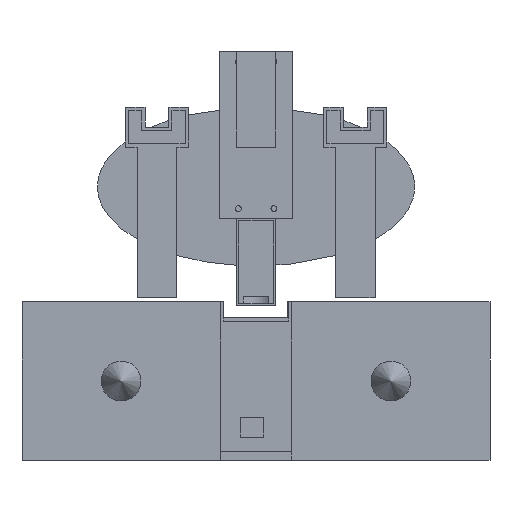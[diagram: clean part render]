
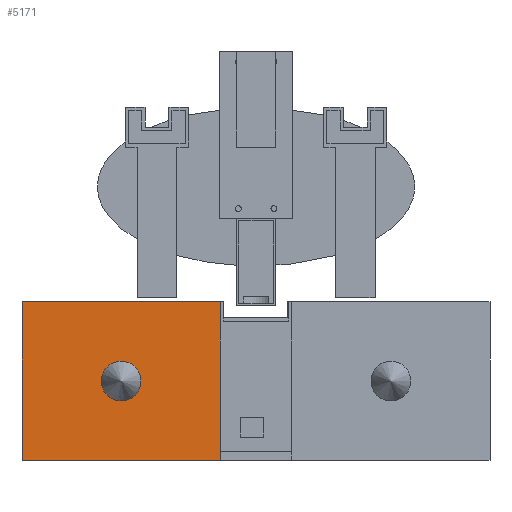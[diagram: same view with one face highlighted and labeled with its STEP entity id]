
A CAD part, front view. The second image highlights one B-rep face of the part: STEP entity #5171.
In plain terms, the highlighted planar face has unit normal (0, -1, 0).
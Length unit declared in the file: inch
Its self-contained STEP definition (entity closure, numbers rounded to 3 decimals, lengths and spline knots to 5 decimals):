
#228=FACE_BOUND('',#651,.T.);
#255=CIRCLE('',#5520,0.25);
#348=FACE_OUTER_BOUND('',#650,.T.);
#650=EDGE_LOOP('',(#3454,#3455,#3456,#3457,#3458));
#651=EDGE_LOOP('',(#3459));
#984=LINE('',#7243,#1578);
#990=LINE('',#7259,#1584);
#1003=LINE('',#7284,#1597);
#1004=LINE('',#7285,#1598);
#1005=LINE('',#7286,#1599);
#1578=VECTOR('',#5908,0.3937);
#1584=VECTOR('',#5920,0.3937);
#1597=VECTOR('',#5945,0.3937);
#1598=VECTOR('',#5946,0.3937);
#1599=VECTOR('',#5947,0.3937);
#2170=VERTEX_POINT('',#7240);
#2171=VERTEX_POINT('',#7242);
#2174=VERTEX_POINT('',#7249);
#2177=VERTEX_POINT('',#7256);
#2178=VERTEX_POINT('',#7258);
#2184=VERTEX_POINT('',#7283);
#2657=EDGE_CURVE('',#2170,#2171,#984,.T.);
#2661=EDGE_CURVE('',#2174,#2174,#255,.T.);
#2664=EDGE_CURVE('',#2177,#2178,#990,.T.);
#2677=EDGE_CURVE('',#2184,#2170,#1003,.T.);
#2678=EDGE_CURVE('',#2184,#2178,#1004,.T.);
#2679=EDGE_CURVE('',#2177,#2171,#1005,.T.);
#3454=ORIENTED_EDGE('',*,*,#2677,.F.);
#3455=ORIENTED_EDGE('',*,*,#2678,.T.);
#3456=ORIENTED_EDGE('',*,*,#2664,.F.);
#3457=ORIENTED_EDGE('',*,*,#2679,.T.);
#3458=ORIENTED_EDGE('',*,*,#2657,.F.);
#3459=ORIENTED_EDGE('',*,*,#2661,.T.);
#4943=PLANE('',#5527);
#5171=ADVANCED_FACE('',(#348,#228),#4943,.T.);
#5520=AXIS2_PLACEMENT_3D('',#7251,#5914,#5915);
#5527=AXIS2_PLACEMENT_3D('',#7282,#5943,#5944);
#5908=DIRECTION('',(0.,0.,-1.));
#5914=DIRECTION('center_axis',(0.,1.,0.));
#5915=DIRECTION('ref_axis',(1.,0.,0.));
#5920=DIRECTION('',(0.,0.,1.));
#5943=DIRECTION('center_axis',(0.,-1.,0.));
#5944=DIRECTION('ref_axis',(1.,0.,0.));
#5945=DIRECTION('',(0.,0.,-1.));
#5946=DIRECTION('',(-1.,0.,0.));
#5947=DIRECTION('',(1.,0.,0.));
#7240=CARTESIAN_POINT('',(2.49724,-1.,0.11024));
#7242=CARTESIAN_POINT('',(2.49724,-1.,0.));
#7243=CARTESIAN_POINT('',(2.49724,-1.,1.));
#7249=CARTESIAN_POINT('',(1.,-1.,1.));
#7251=CARTESIAN_POINT('Origin',(1.25,-1.,1.));
#7256=CARTESIAN_POINT('',(0.,-1.,0.));
#7258=CARTESIAN_POINT('',(0.,-1.,2.));
#7259=CARTESIAN_POINT('',(0.,-1.,0.));
#7282=CARTESIAN_POINT('Origin',(0.,-1.,0.));
#7283=CARTESIAN_POINT('',(2.49724,-1.,2.));
#7284=CARTESIAN_POINT('',(2.49724,-1.,1.));
#7285=CARTESIAN_POINT('',(1.475,-1.,2.));
#7286=CARTESIAN_POINT('',(0.,-1.,0.));
